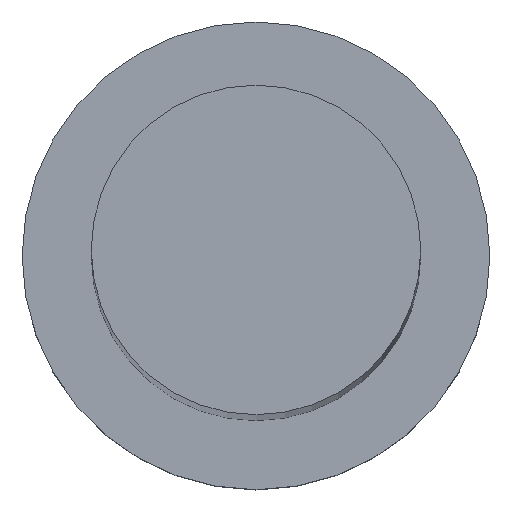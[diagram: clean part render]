
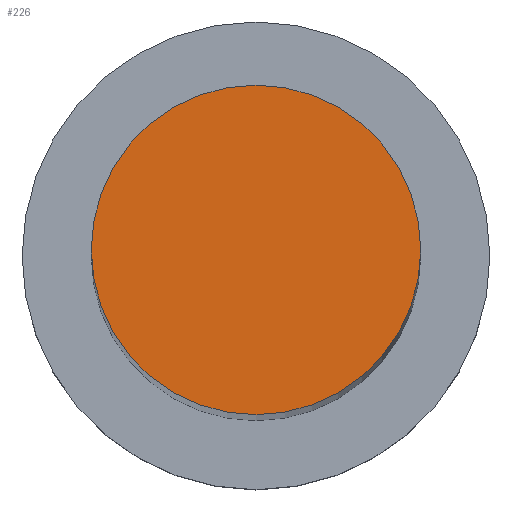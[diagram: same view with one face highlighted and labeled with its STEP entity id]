
A CAD part, top view. The second image highlights one B-rep face of the part: STEP entity #226.
In plain terms, the highlighted planar face has unit normal (0, 0, 1).
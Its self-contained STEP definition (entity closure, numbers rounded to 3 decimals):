
#4 = AXIS2_PLACEMENT_3D ( 'NONE', #12, #108, #141 ) ;
#12 = CARTESIAN_POINT ( 'NONE',  ( 0., 0., 167. ) ) ;
#24 = CARTESIAN_POINT ( 'NONE',  ( 0., 0., 167. ) ) ;
#25 = CIRCLE ( 'NONE', #116, 7.75 ) ;
#53 = VERTEX_POINT ( 'NONE', #192 ) ;
#64 = EDGE_CURVE ( 'NONE', #53, #124, #68, .T. ) ;
#68 = CIRCLE ( 'NONE', #74, 7.75 ) ;
#72 = EDGE_CURVE ( 'NONE', #124, #53, #25, .T. ) ;
#74 = AXIS2_PLACEMENT_3D ( 'NONE', #138, #214, #172 ) ;
#81 = EDGE_LOOP ( 'NONE', ( #157, #135 ) ) ;
#99 = CARTESIAN_POINT ( 'NONE',  ( 7.75, 0., 167. ) ) ;
#108 = DIRECTION ( 'NONE',  ( 0., 0., 1. ) ) ;
#116 = AXIS2_PLACEMENT_3D ( 'NONE', #24, #195, #253 ) ;
#124 = VERTEX_POINT ( 'NONE', #99 ) ;
#128 = FACE_OUTER_BOUND ( 'NONE', #81, .T. ) ;
#130 = PLANE ( 'NONE',  #4 ) ;
#135 = ORIENTED_EDGE ( 'NONE', *, *, #72, .T. ) ;
#138 = CARTESIAN_POINT ( 'NONE',  ( 0., 0., 167. ) ) ;
#141 = DIRECTION ( 'NONE',  ( 1., 0., 0. ) ) ;
#157 = ORIENTED_EDGE ( 'NONE', *, *, #64, .T. ) ;
#172 = DIRECTION ( 'NONE',  ( 1., 0., 0. ) ) ;
#192 = CARTESIAN_POINT ( 'NONE',  ( -7.75, 0., 167. ) ) ;
#195 = DIRECTION ( 'NONE',  ( 0., 0., 1. ) ) ;
#214 = DIRECTION ( 'NONE',  ( 0., 0., 1. ) ) ;
#226 = ADVANCED_FACE ( 'NONE', ( #128 ), #130, .T. ) ;
#253 = DIRECTION ( 'NONE',  ( 1., 0., 0. ) ) ;
